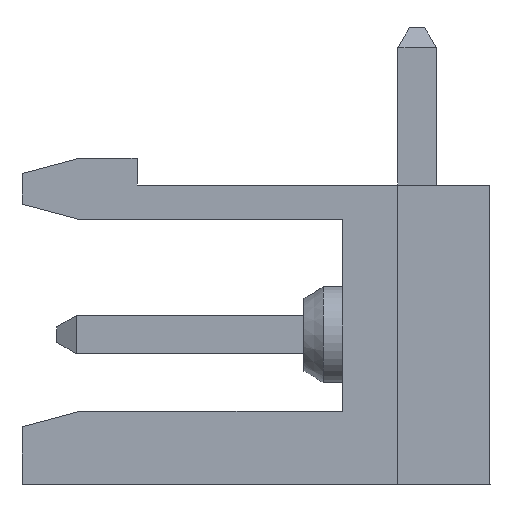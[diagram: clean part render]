
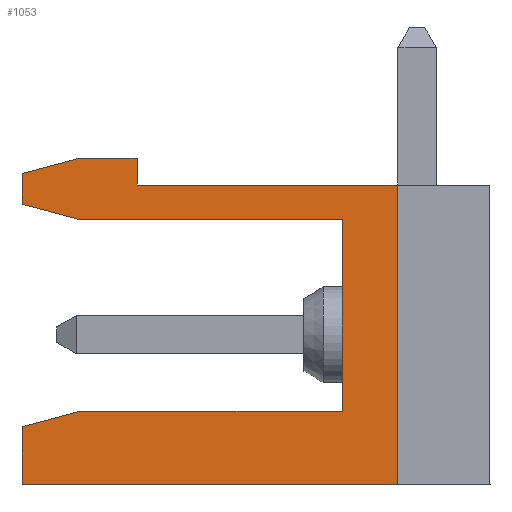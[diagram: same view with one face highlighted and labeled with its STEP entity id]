
A CAD part, left-side view. The second image highlights one B-rep face of the part: STEP entity #1053.
In plain terms, the highlighted planar face has unit normal (-1, 0, 0).
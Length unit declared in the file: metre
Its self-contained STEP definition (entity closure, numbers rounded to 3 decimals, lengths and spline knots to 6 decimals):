
#1053=ADVANCED_FACE('',(#2196),#2197,.F.);
#2196=FACE_OUTER_BOUND('',#3399,.T.);
#2197=PLANE('',#3400);
#3399=EDGE_LOOP('',(#6497,#6498,#6499,#6500,#6501,#6502,#6503,#6504,#6505,#6506,#6507,#6508,#6509));
#3400=AXIS2_PLACEMENT_3D('',#6510,#6511,#6512);
#6497=ORIENTED_EDGE('',*,*,#8048,.F.);
#6498=ORIENTED_EDGE('',*,*,#8314,.F.);
#6499=ORIENTED_EDGE('',*,*,#7465,.F.);
#6500=ORIENTED_EDGE('',*,*,#8249,.F.);
#6501=ORIENTED_EDGE('',*,*,#8156,.F.);
#6502=ORIENTED_EDGE('',*,*,#8090,.F.);
#6503=ORIENTED_EDGE('',*,*,#7803,.F.);
#6504=ORIENTED_EDGE('',*,*,#7393,.T.);
#6505=ORIENTED_EDGE('',*,*,#7133,.T.);
#6506=ORIENTED_EDGE('',*,*,#7596,.F.);
#6507=ORIENTED_EDGE('',*,*,#8285,.T.);
#6508=ORIENTED_EDGE('',*,*,#8224,.F.);
#6509=ORIENTED_EDGE('',*,*,#7114,.F.);
#6510=CARTESIAN_POINT('',(-0.03974,0.0098,0.000699));
#6511=DIRECTION('',(1.0,0.,0.));
#6512=DIRECTION('',(0.,1.0,0.));
#7114=EDGE_CURVE('',#8492,#8494,#8495,.T.);
#7133=EDGE_CURVE('',#8523,#8528,#8530,.T.);
#7393=EDGE_CURVE('',#8985,#8523,#8986,.T.);
#7465=EDGE_CURVE('',#9106,#9108,#9109,.T.);
#7596=EDGE_CURVE('',#9325,#8528,#9327,.T.);
#7803=EDGE_CURVE('',#8985,#9629,#9630,.T.);
#8048=EDGE_CURVE('',#9951,#8492,#9953,.T.);
#8090=EDGE_CURVE('',#9629,#9988,#10007,.T.);
#8156=EDGE_CURVE('',#9988,#10076,#10080,.T.);
#8224=EDGE_CURVE('',#8494,#10156,#10157,.T.);
#8249=EDGE_CURVE('',#10076,#9106,#10182,.T.);
#8285=EDGE_CURVE('',#9325,#10156,#10220,.T.);
#8314=EDGE_CURVE('',#9108,#9951,#10251,.T.);
#8492=VERTEX_POINT('',#10468);
#8494=VERTEX_POINT('',#10471);
#8495=LINE('',#10472,#10473);
#8523=VERTEX_POINT('',#10510);
#8528=VERTEX_POINT('',#10517);
#8530=LINE('',#10520,#10521);
#8985=VERTEX_POINT('',#11185);
#8986=LINE('',#11186,#11187);
#9106=VERTEX_POINT('',#11370);
#9108=VERTEX_POINT('',#11373);
#9109=LINE('',#11374,#11375);
#9325=VERTEX_POINT('',#11685);
#9327=LINE('',#11688,#11689);
#9629=VERTEX_POINT('',#12143);
#9630=LINE('',#12144,#12145);
#9951=VERTEX_POINT('',#12659);
#9953=LINE('',#12662,#12663);
#9988=VERTEX_POINT('',#12715);
#10007=LINE('',#12748,#12749);
#10076=VERTEX_POINT('',#12850);
#10080=LINE('',#12856,#12857);
#10156=VERTEX_POINT('',#12969);
#10157=LINE('',#12970,#12971);
#10182=LINE('',#13005,#13006);
#10220=LINE('',#13062,#13063);
#10251=LINE('',#13108,#13109);
#10468=CARTESIAN_POINT('',(-0.03974,0.0098,-0.007801));
#10471=CARTESIAN_POINT('',(-0.03974,0.0098,-0.006303));
#10472=CARTESIAN_POINT('',(-0.03974,0.0098,-0.006303));
#10473=VECTOR('',#13263,1.0);
#10510=CARTESIAN_POINT('',(-0.03974,0.008307,-0.000901));
#10517=CARTESIAN_POINT('',(-0.03974,0.00145,-0.000901));
#10520=CARTESIAN_POINT('',(-0.03974,0.0015,-0.000901));
#10521=VECTOR('',#13288,1.0);
#11185=CARTESIAN_POINT('',(-0.03974,0.0098,-0.000501));
#11186=CARTESIAN_POINT('',(-0.03974,0.001956,-0.002603));
#11187=VECTOR('',#13516,1.0);
#11370=CARTESIAN_POINT('',(-0.03974,0.0068,0.));
#11373=CARTESIAN_POINT('',(-0.03974,0.,0.));
#11374=CARTESIAN_POINT('',(-0.03974,0.,0.));
#11375=VECTOR('',#13581,1.0);
#11685=CARTESIAN_POINT('',(-0.03974,0.00145,-0.005901));
#11688=CARTESIAN_POINT('',(-0.03974,0.00145,-0.000901));
#11689=VECTOR('',#13725,1.0);
#12143=CARTESIAN_POINT('',(-0.03974,0.0098,0.000299));
#12144=CARTESIAN_POINT('',(-0.03974,0.0098,-0.006303));
#12145=VECTOR('',#13890,1.0);
#12659=CARTESIAN_POINT('',(-0.03974,0.,-0.007801));
#12662=CARTESIAN_POINT('',(-0.03974,0.0098,-0.007801));
#12663=VECTOR('',#14092,1.0);
#12715=CARTESIAN_POINT('',(-0.03974,0.008307,0.000699));
#12748=CARTESIAN_POINT('',(-0.03974,0.008307,0.000699));
#12749=VECTOR('',#14124,1.0);
#12850=CARTESIAN_POINT('',(-0.03974,0.0068,0.000699));
#12856=CARTESIAN_POINT('',(-0.03974,0.0068,0.000699));
#12857=VECTOR('',#14162,1.0);
#12969=CARTESIAN_POINT('',(-0.03974,0.0083,-0.005901));
#12970=CARTESIAN_POINT('',(-0.03974,0.0083,-0.005901));
#12971=VECTOR('',#14202,1.0);
#13005=CARTESIAN_POINT('',(-0.03974,0.0068,0.000299));
#13006=VECTOR('',#14218,1.0);
#13062=CARTESIAN_POINT('',(-0.03974,0.0015,-0.005901));
#13063=VECTOR('',#14237,1.0);
#13108=CARTESIAN_POINT('',(-0.03974,0.,-0.007801));
#13109=VECTOR('',#14249,1.0);
#13263=DIRECTION('',(0.,0.,1.0));
#13288=DIRECTION('',(0.,-1.0,0.));
#13516=DIRECTION('',(0.,-0.966,-0.259));
#13581=DIRECTION('',(0.,-1.0,0.));
#13725=DIRECTION('',(0.,0.,1.0));
#13890=DIRECTION('',(0.,0.,1.0));
#14092=DIRECTION('',(0.,1.0,0.));
#14124=DIRECTION('',(0.,-0.966,0.259));
#14162=DIRECTION('',(0.,-1.0,0.));
#14202=DIRECTION('',(0.,-0.966,0.259));
#14218=DIRECTION('',(0.,0.,-1.0));
#14237=DIRECTION('',(0.,1.0,0.));
#14249=DIRECTION('',(0.,0.,-1.0));
